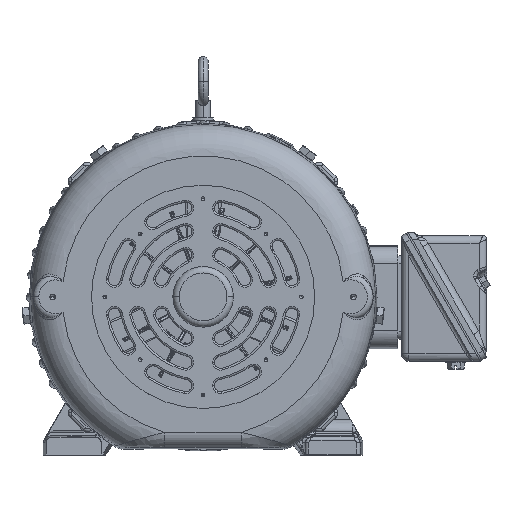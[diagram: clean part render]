
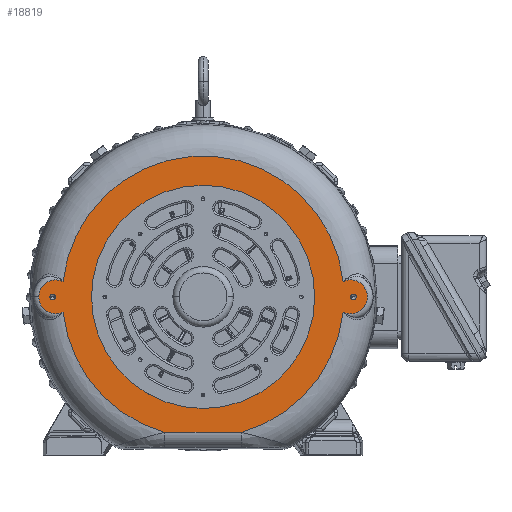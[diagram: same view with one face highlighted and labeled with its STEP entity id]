
A CAD part, top view. The second image highlights one B-rep face of the part: STEP entity #18819.
In plain terms, the highlighted planar face has unit normal (0, 0, 1).
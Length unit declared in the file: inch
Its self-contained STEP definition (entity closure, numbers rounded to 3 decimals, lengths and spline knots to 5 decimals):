
#1949 = ORIENTED_EDGE ( 'NONE', *, *, #60163, .F. ) ;
#4490 = CARTESIAN_POINT ( 'NONE',  ( 4.87, 0., 0.3432 ) ) ;
#5138 = DIRECTION ( 'NONE',  ( 0., 0., 1. ) ) ;
#7016 = DIRECTION ( 'NONE',  ( -1., 0., 0. ) ) ;
#8460 = CARTESIAN_POINT ( 'NONE',  ( 0., 0., 0.3432 ) ) ;
#9006 = EDGE_CURVE ( 'NONE', #77330, #69648, #65154, .T. ) ;
#10359 = VERTEX_POINT ( 'NONE', #70002 ) ;
#11627 = DIRECTION ( 'NONE',  ( 0., 0., 1. ) ) ;
#12671 = CARTESIAN_POINT ( 'NONE',  ( 0., 0., 0.3432 ) ) ;
#12819 = VERTEX_POINT ( 'NONE', #56665 ) ;
#14072 = EDGE_CURVE ( 'NONE', #115561, #60946, #42259, .T. ) ;
#14868 = CIRCLE ( 'NONE', #150345, 0.09375 ) ;
#16530 = VERTEX_POINT ( 'NONE', #140065 ) ;
#17153 = CARTESIAN_POINT ( 'NONE',  ( -4.87, 0., 0.3432 ) ) ;
#17164 = CARTESIAN_POINT ( 'NONE',  ( 4.63094, 0.50641, 0.3432 ) ) ;
#17590 = VERTEX_POINT ( 'NONE', #53961 ) ;
#18819 = ADVANCED_FACE ( 'NONE', ( #63550, #53508, #128653, #65476 ), #65059, .F. ) ;
#23304 = DIRECTION ( 'NONE',  ( 1., 0., 0. ) ) ;
#23536 = AXIS2_PLACEMENT_3D ( 'NONE', #103203, #40711, #28578 ) ;
#28191 = DIRECTION ( 'NONE',  ( 0., 0., 1. ) ) ;
#28576 = DIRECTION ( 'NONE',  ( -1., 0., 0. ) ) ;
#28578 = DIRECTION ( 'NONE',  ( -1., 0., 0. ) ) ;
#29953 = CIRCLE ( 'NONE', #125444, 3.69 ) ;
#35343 = CIRCLE ( 'NONE', #116635, 4.65855 ) ;
#35379 = EDGE_CURVE ( 'NONE', #138946, #12819, #137363, .T. ) ;
#38718 = DIRECTION ( 'NONE',  ( 1., 0., 0. ) ) ;
#39563 = EDGE_CURVE ( 'NONE', #157422, #147196, #103070, .T. ) ;
#40711 = DIRECTION ( 'NONE',  ( 0., 0., -1. ) ) ;
#41872 = DIRECTION ( 'NONE',  ( -1., 0., 0. ) ) ;
#42259 = CIRCLE ( 'NONE', #51566, 0.56 ) ;
#45583 = EDGE_CURVE ( 'NONE', #116513, #88638, #135064, .T. ) ;
#46967 = DIRECTION ( 'NONE',  ( 0., 0., 1. ) ) ;
#49141 = EDGE_LOOP ( 'NONE', ( #138989, #98275, #135668, #130021, #149058, #108424, #56649 ) ) ;
#50065 = CARTESIAN_POINT ( 'NONE',  ( -3.69, 0., 0.3432 ) ) ;
#50821 = CARTESIAN_POINT ( 'NONE',  ( 4.87625, 0., 0.3432 ) ) ;
#51566 = AXIS2_PLACEMENT_3D ( 'NONE', #4490, #104261, #28576 ) ;
#53508 = FACE_OUTER_BOUND ( 'NONE', #49141, .T. ) ;
#53961 = CARTESIAN_POINT ( 'NONE',  ( -4.87625, 0., 0.3432 ) ) ;
#53994 = AXIS2_PLACEMENT_3D ( 'NONE', #93567, #69275, #7016 ) ;
#56431 = CARTESIAN_POINT ( 'NONE',  ( 0., 0., 0.3432 ) ) ;
#56649 = ORIENTED_EDGE ( 'NONE', *, *, #160114, .T. ) ;
#56665 = CARTESIAN_POINT ( 'NONE',  ( 1.27209, -4.4815, 0.3432 ) ) ;
#57126 = EDGE_LOOP ( 'NONE', ( #86197, #76158 ) ) ;
#58067 = ORIENTED_EDGE ( 'NONE', *, *, #123352, .F. ) ;
#59180 = DIRECTION ( 'NONE',  ( 0., 0., 1. ) ) ;
#59880 = DIRECTION ( 'NONE',  ( 0., 0., 1. ) ) ;
#60163 = EDGE_CURVE ( 'NONE', #17590, #10359, #14868, .T. ) ;
#60946 = VERTEX_POINT ( 'NONE', #17164 ) ;
#61160 = CARTESIAN_POINT ( 'NONE',  ( 0., 0., 0.3432 ) ) ;
#63550 = FACE_BOUND ( 'NONE', #57126, .T. ) ;
#65059 = PLANE ( 'NONE',  #23536 ) ;
#65154 = CIRCLE ( 'NONE', #94442, 0.09375 ) ;
#65476 = FACE_BOUND ( 'NONE', #138452, .T. ) ;
#68684 = DIRECTION ( 'NONE',  ( 1., 0., 0. ) ) ;
#69275 = DIRECTION ( 'NONE',  ( 0., 0., 1. ) ) ;
#69648 = VERTEX_POINT ( 'NONE', #73308 ) ;
#69860 = CARTESIAN_POINT ( 'NONE',  ( 4.63094, -0.50641, 0.3432 ) ) ;
#70002 = CARTESIAN_POINT ( 'NONE',  ( -5.06375, 0., 0.3432 ) ) ;
#70861 = ORIENTED_EDGE ( 'NONE', *, *, #9006, .F. ) ;
#73308 = CARTESIAN_POINT ( 'NONE',  ( 5.06375, 0., 0.3432 ) ) ;
#75750 = AXIS2_PLACEMENT_3D ( 'NONE', #85712, #46967, #23304 ) ;
#76128 = DIRECTION ( 'NONE',  ( 1., 0., 0. ) ) ;
#76158 = ORIENTED_EDGE ( 'NONE', *, *, #39563, .F. ) ;
#76382 = CIRCLE ( 'NONE', #103239, 0.09375 ) ;
#77330 = VERTEX_POINT ( 'NONE', #50821 ) ;
#84843 = CARTESIAN_POINT ( 'NONE',  ( 0., 0., 0.3432 ) ) ;
#85712 = CARTESIAN_POINT ( 'NONE',  ( -4.97, 0., 0.3432 ) ) ;
#85932 = DIRECTION ( 'NONE',  ( 1., 0., 0. ) ) ;
#86197 = ORIENTED_EDGE ( 'NONE', *, *, #133877, .F. ) ;
#86912 = DIRECTION ( 'NONE',  ( 1., 0., 0. ) ) ;
#88023 = CARTESIAN_POINT ( 'NONE',  ( 4.97, 0., 0.3432 ) ) ;
#88638 = VERTEX_POINT ( 'NONE', #136556 ) ;
#88907 = CARTESIAN_POINT ( 'NONE',  ( -4.63094, 0.50641, 0.3432 ) ) ;
#93567 = CARTESIAN_POINT ( 'NONE',  ( -4.87, 0., 0.3432 ) ) ;
#94442 = AXIS2_PLACEMENT_3D ( 'NONE', #88023, #59180, #86912 ) ;
#97456 = CIRCLE ( 'NONE', #160102, 4.65855 ) ;
#97733 = DIRECTION ( 'NONE',  ( 1., 0., 0. ) ) ;
#98275 = ORIENTED_EDGE ( 'NONE', *, *, #129835, .T. ) ;
#100971 = DIRECTION ( 'NONE',  ( 0., 0., 1. ) ) ;
#102020 = CIRCLE ( 'NONE', #53994, 0.56 ) ;
#102291 = CARTESIAN_POINT ( 'NONE',  ( 1.25676, -4.4815, 0.3432 ) ) ;
#103070 = CIRCLE ( 'NONE', #109185, 3.69 ) ;
#103203 = CARTESIAN_POINT ( 'NONE',  ( 0., 3.69, 0.3432 ) ) ;
#103239 = AXIS2_PLACEMENT_3D ( 'NONE', #153572, #28191, #116549 ) ;
#103739 = EDGE_CURVE ( 'NONE', #10359, #17590, #147897, .T. ) ;
#104261 = DIRECTION ( 'NONE',  ( 0., 0., 1. ) ) ;
#107760 = DIRECTION ( 'NONE',  ( 0., 0., 1. ) ) ;
#108424 = ORIENTED_EDGE ( 'NONE', *, *, #14072, .T. ) ;
#109185 = AXIS2_PLACEMENT_3D ( 'NONE', #8460, #107760, #120952 ) ;
#111048 = CARTESIAN_POINT ( 'NONE',  ( -1.27209, -4.4815, 0.3432 ) ) ;
#115561 = VERTEX_POINT ( 'NONE', #69860 ) ;
#116513 = VERTEX_POINT ( 'NONE', #88907 ) ;
#116549 = DIRECTION ( 'NONE',  ( 1., 0., 0. ) ) ;
#116635 = AXIS2_PLACEMENT_3D ( 'NONE', #12671, #100971, #76128 ) ;
#120652 = EDGE_CURVE ( 'NONE', #16530, #138946, #35343, .T. ) ;
#120952 = DIRECTION ( 'NONE',  ( 1., 0., 0. ) ) ;
#121423 = CIRCLE ( 'NONE', #128273, 4.65855 ) ;
#121722 = CARTESIAN_POINT ( 'NONE',  ( -4.97, 0., 0.3432 ) ) ;
#123352 = EDGE_CURVE ( 'NONE', #69648, #77330, #76382, .T. ) ;
#125444 = AXIS2_PLACEMENT_3D ( 'NONE', #84843, #59880, #85932 ) ;
#128273 = AXIS2_PLACEMENT_3D ( 'NONE', #56431, #156490, #68684 ) ;
#128653 = FACE_BOUND ( 'NONE', #138373, .T. ) ;
#129835 = EDGE_CURVE ( 'NONE', #88638, #16530, #102020, .T. ) ;
#130021 = ORIENTED_EDGE ( 'NONE', *, *, #35379, .T. ) ;
#130086 = CARTESIAN_POINT ( 'NONE',  ( 3.69, 0., 0.3432 ) ) ;
#131208 = EDGE_CURVE ( 'NONE', #12819, #115561, #121423, .T. ) ;
#132912 = AXIS2_PLACEMENT_3D ( 'NONE', #17153, #5138, #41872 ) ;
#133877 = EDGE_CURVE ( 'NONE', #147196, #157422, #29953, .T. ) ;
#135064 = CIRCLE ( 'NONE', #132912, 0.56 ) ;
#135302 = ORIENTED_EDGE ( 'NONE', *, *, #103739, .F. ) ;
#135492 = DIRECTION ( 'NONE',  ( 0., 0., 1. ) ) ;
#135668 = ORIENTED_EDGE ( 'NONE', *, *, #120652, .T. ) ;
#136556 = CARTESIAN_POINT ( 'NONE',  ( -5.43, 0., 0.3432 ) ) ;
#137363 = LINE ( 'NONE', #102291, #163071 ) ;
#138373 = EDGE_LOOP ( 'NONE', ( #58067, #70861 ) ) ;
#138452 = EDGE_LOOP ( 'NONE', ( #1949, #135302 ) ) ;
#138946 = VERTEX_POINT ( 'NONE', #111048 ) ;
#138989 = ORIENTED_EDGE ( 'NONE', *, *, #45583, .T. ) ;
#140065 = CARTESIAN_POINT ( 'NONE',  ( -4.63094, -0.50641, 0.3432 ) ) ;
#147196 = VERTEX_POINT ( 'NONE', #130086 ) ;
#147897 = CIRCLE ( 'NONE', #75750, 0.09375 ) ;
#149058 = ORIENTED_EDGE ( 'NONE', *, *, #131208, .T. ) ;
#150345 = AXIS2_PLACEMENT_3D ( 'NONE', #121722, #135492, #159846 ) ;
#153572 = CARTESIAN_POINT ( 'NONE',  ( 4.97, 0., 0.3432 ) ) ;
#156490 = DIRECTION ( 'NONE',  ( 0., 0., 1. ) ) ;
#157422 = VERTEX_POINT ( 'NONE', #50065 ) ;
#159846 = DIRECTION ( 'NONE',  ( 1., 0., 0. ) ) ;
#160102 = AXIS2_PLACEMENT_3D ( 'NONE', #61160, #11627, #97733 ) ;
#160114 = EDGE_CURVE ( 'NONE', #60946, #116513, #97456, .T. ) ;
#163071 = VECTOR ( 'NONE', #38718, 39.37008 ) ;
